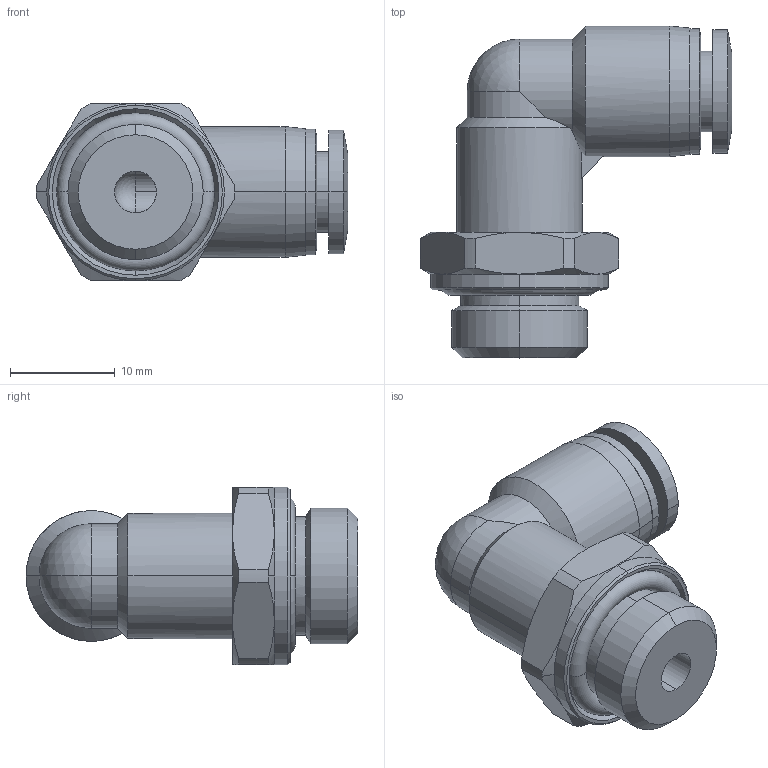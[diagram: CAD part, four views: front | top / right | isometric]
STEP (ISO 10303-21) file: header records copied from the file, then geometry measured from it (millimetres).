
FILE_DESCRIPTION (( 'STEP AP214' ), '1' );
FILE_NAME ('ME6M-14G.step', '2019-07-30T13:17:26', ( '' ), ( '' ), 'SwSTEP 2.0', 'SolidWorks 2018', '' );
FILE_SCHEMA (( 'AUTOMOTIVE_DESIGN' ));
Length unit declared in the file: inch
Products named in the file (1): ME6M-14G
Bounding box: 29.8 x 31.75 x 17 mm (x, y, z)
Volume: 4724.6 mm3; surface area: 3362.4 mm2
Topology: 2 solids, 2 shells, 90 faces, 207 edges, 124 vertices
Faces by surface type: cylinder 31, cone 31, plane 18, torus 4, bspline 3, sphere 3
Entity records: 2961 total; most frequent: CARTESIAN_POINT 912, DIRECTION 434, ORIENTED_EDGE 408, EDGE_CURVE 204, AXIS2_PLACEMENT_3D 188, VERTEX_POINT 124, CIRCLE 100, EDGE_LOOP 100
